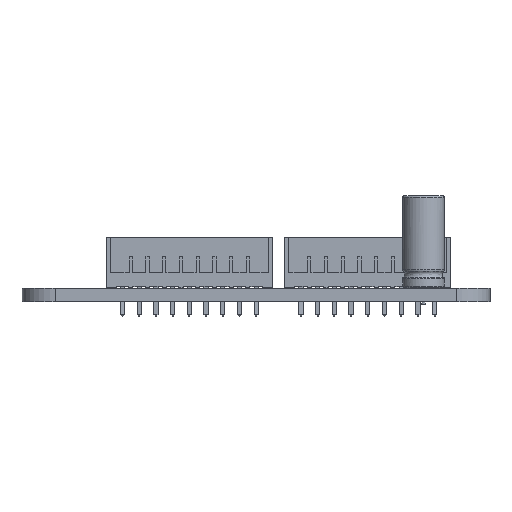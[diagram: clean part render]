
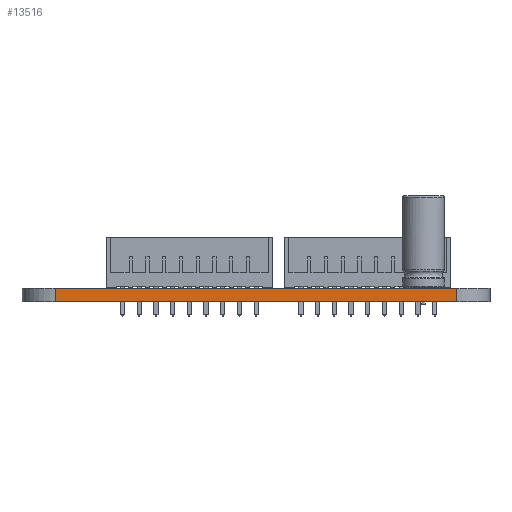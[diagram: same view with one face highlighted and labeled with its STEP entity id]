
A CAD part, left-side view. The second image highlights one B-rep face of the part: STEP entity #13516.
In plain terms, the highlighted planar face has unit normal (-1, 0, 0).
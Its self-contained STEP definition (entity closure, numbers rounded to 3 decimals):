
#9777 = VERTEX_POINT('',#9778);
#9778 = CARTESIAN_POINT('',(27.175,-49.275,0.));
#9785 = EDGE_CURVE('',#9786,#9777,#9788,.T.);
#9786 = VERTEX_POINT('',#9787);
#9787 = CARTESIAN_POINT('',(27.175,-97.275,0.));
#9788 = LINE('',#9789,#9790);
#9789 = CARTESIAN_POINT('',(27.175,-97.275,0.));
#9790 = VECTOR('',#9791,1.);
#9791 = DIRECTION('',(0.,1.,0.));
#11633 = VERTEX_POINT('',#11634);
#11634 = CARTESIAN_POINT('',(27.175,-49.275,1.6));
#11641 = EDGE_CURVE('',#11642,#11633,#11644,.T.);
#11642 = VERTEX_POINT('',#11643);
#11643 = CARTESIAN_POINT('',(27.175,-97.275,1.6));
#11644 = LINE('',#11645,#11646);
#11645 = CARTESIAN_POINT('',(27.175,-97.275,1.6));
#11646 = VECTOR('',#11647,1.);
#11647 = DIRECTION('',(0.,1.,0.));
#13486 = EDGE_CURVE('',#9777,#11633,#13487,.T.);
#13487 = LINE('',#13488,#13489);
#13488 = CARTESIAN_POINT('',(27.175,-49.275,0.));
#13489 = VECTOR('',#13490,1.);
#13490 = DIRECTION('',(0.,0.,1.));
#13516 = ADVANCED_FACE('',(#13517),#13528,.T.);
#13517 = FACE_BOUND('',#13518,.T.);
#13518 = EDGE_LOOP('',(#13519,#13525,#13526,#13527));
#13519 = ORIENTED_EDGE('',*,*,#13520,.T.);
#13520 = EDGE_CURVE('',#9786,#11642,#13521,.T.);
#13521 = LINE('',#13522,#13523);
#13522 = CARTESIAN_POINT('',(27.175,-97.275,0.));
#13523 = VECTOR('',#13524,1.);
#13524 = DIRECTION('',(0.,0.,1.));
#13525 = ORIENTED_EDGE('',*,*,#11641,.T.);
#13526 = ORIENTED_EDGE('',*,*,#13486,.F.);
#13527 = ORIENTED_EDGE('',*,*,#9785,.F.);
#13528 = PLANE('',#13529);
#13529 = AXIS2_PLACEMENT_3D('',#13530,#13531,#13532);
#13530 = CARTESIAN_POINT('',(27.175,-97.275,0.));
#13531 = DIRECTION('',(-1.,0.,0.));
#13532 = DIRECTION('',(0.,1.,0.));
